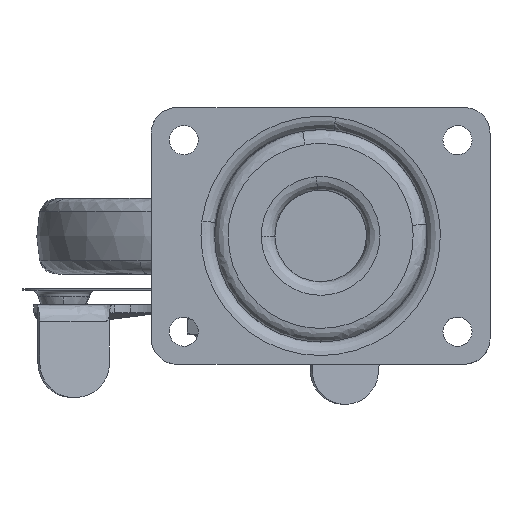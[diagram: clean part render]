
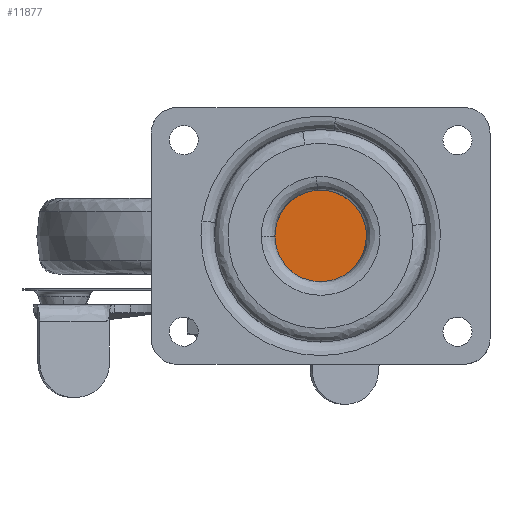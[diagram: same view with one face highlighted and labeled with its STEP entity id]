
A CAD part, top view. The second image highlights one B-rep face of the part: STEP entity #11877.
In plain terms, the highlighted free-form (B-spline) face has degree [1, 1] with [2, 2] control points.
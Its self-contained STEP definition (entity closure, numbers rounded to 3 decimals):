
#11185=CARTESIAN_POINT('',(-8.621,-10.193,0.));
#11186=VERTEX_POINT('',#11185);
#11192=CARTESIAN_POINT('',(-13.35,0.0,0.0));
#11193=VERTEX_POINT('',#11192);
#11194=CARTESIAN_POINT('',(-8.621,-10.193,0.));
#11195=CARTESIAN_POINT('',(-9.405,-9.53,0.));
#11196=CARTESIAN_POINT('',(-10.986,-7.845,0.));
#11197=CARTESIAN_POINT('',(-12.35,-5.322,0.));
#11198=CARTESIAN_POINT('',(-13.168,-2.597,0.));
#11199=CARTESIAN_POINT('',(-13.35,-1.027,0.));
#11200=CARTESIAN_POINT('',(-13.35,0.0,0.0));
#11201=B_SPLINE_CURVE_WITH_KNOTS('',3,(#11194,#11195,#11196,#11197,#11198,#11199,#11200),.UNSPECIFIED.,.F.,.U.,(4,1,1,1,4),(0.,3.081,6.887,8.518,11.599),.UNSPECIFIED.);
#11202=EDGE_CURVE('',#11186,#11193,#11201,.T.);
#11204=CARTESIAN_POINT('',(0.,13.35,0.0));
#11205=VERTEX_POINT('',#11204);
#11206=CARTESIAN_POINT('',(-13.35,0.0,0.0));
#11207=CARTESIAN_POINT('',(-13.351,1.529,0.0));
#11208=CARTESIAN_POINT('',(-12.942,3.877,0.0));
#11209=CARTESIAN_POINT('',(-11.692,6.561,0.0));
#11210=CARTESIAN_POINT('',(-10.372,8.51,0.0));
#11211=CARTESIAN_POINT('',(-8.772,10.171,0.0));
#11212=CARTESIAN_POINT('',(-6.845,11.528,0.0));
#11213=CARTESIAN_POINT('',(-4.778,12.537,0.0));
#11214=CARTESIAN_POINT('',(-2.512,13.194,0.0));
#11215=CARTESIAN_POINT('',(-0.819,13.35,0.0));
#11216=CARTESIAN_POINT('',(0.,13.35,0.0));
#11217=B_SPLINE_CURVE_WITH_KNOTS('',3,(#11206,#11207,#11208,#11209,#11210,#11211,#11212,#11213,#11214,#11215,#11216),.UNSPECIFIED.,.F.,.U.,(4,1,1,1,1,1,1,1,4),(0.,4.587,7.045,8.847,11.632,13.926,15.892,18.513,20.97),.UNSPECIFIED.);
#11218=EDGE_CURVE('',#11193,#11205,#11217,.T.);
#11220=CARTESIAN_POINT('',(13.35,0.0,0.0));
#11221=VERTEX_POINT('',#11220);
#11222=CARTESIAN_POINT('',(0.,13.35,0.0));
#11223=CARTESIAN_POINT('',(1.038,13.35,0.0));
#11224=CARTESIAN_POINT('',(2.621,13.164,0.0));
#11225=CARTESIAN_POINT('',(4.977,12.45,0.0));
#11226=CARTESIAN_POINT('',(6.95,11.487,0.0));
#11227=CARTESIAN_POINT('',(9.063,9.92,0.0));
#11228=CARTESIAN_POINT('',(10.908,7.884,0.0));
#11229=CARTESIAN_POINT('',(12.208,5.59,0.0));
#11230=CARTESIAN_POINT('',(13.116,2.949,0.0));
#11231=CARTESIAN_POINT('',(13.35,1.147,0.0));
#11232=CARTESIAN_POINT('',(13.35,0.0,0.0));
#11233=B_SPLINE_CURVE_WITH_KNOTS('',3,(#11222,#11223,#11224,#11225,#11226,#11227,#11228,#11229,#11230,#11231,#11232),.UNSPECIFIED.,.F.,.U.,(4,1,1,1,1,1,1,1,4),(0.,3.113,4.751,7.372,9.666,12.615,15.564,17.53,20.97),.UNSPECIFIED.);
#11234=EDGE_CURVE('',#11205,#11221,#11233,.T.);
#11236=CARTESIAN_POINT('',(9.684,-9.19,0.));
#11237=VERTEX_POINT('',#11236);
#11238=CARTESIAN_POINT('',(13.35,0.0,0.0));
#11239=CARTESIAN_POINT('',(13.35,-1.003,0.));
#11240=CARTESIAN_POINT('',(13.099,-3.22,0.));
#11241=CARTESIAN_POINT('',(11.892,-6.409,0.));
#11242=CARTESIAN_POINT('',(10.483,-8.347,0.));
#11243=CARTESIAN_POINT('',(9.684,-9.19,0.));
#11244=B_SPLINE_CURVE_WITH_KNOTS('',3,(#11238,#11239,#11240,#11241,#11242,#11243),.UNSPECIFIED.,.F.,.U.,(4,1,1,4),(0.,3.009,6.651,10.136),.UNSPECIFIED.);
#11245=EDGE_CURVE('',#11221,#11237,#11244,.T.);
#11333=CARTESIAN_POINT('',(0.,-13.35,0.0));
#11334=VERTEX_POINT('',#11333);
#11335=CARTESIAN_POINT('',(9.684,-9.19,0.));
#11336=CARTESIAN_POINT('',(8.985,-9.926,0.));
#11337=CARTESIAN_POINT('',(7.461,-11.203,0.));
#11338=CARTESIAN_POINT('',(5.14,-12.398,0.));
#11339=CARTESIAN_POINT('',(2.652,-13.162,0.));
#11340=CARTESIAN_POINT('',(1.016,-13.35,0.));
#11341=CARTESIAN_POINT('',(0.,-13.35,0.0));
#11342=B_SPLINE_CURVE_WITH_KNOTS('',3,(#11335,#11336,#11337,#11338,#11339,#11340,#11341),.UNSPECIFIED.,.F.,.U.,(4,1,1,1,4),(0.,3.047,5.925,7.787,10.835),.UNSPECIFIED.);
#11343=EDGE_CURVE('',#11237,#11334,#11342,.T.);
#11345=CARTESIAN_POINT('',(0.,-13.35,0.0));
#11346=CARTESIAN_POINT('',(-1.513,-13.351,0.));
#11347=CARTESIAN_POINT('',(-3.611,-12.989,0.));
#11348=CARTESIAN_POINT('',(-6.488,-11.753,0.));
#11349=CARTESIAN_POINT('',(-7.838,-10.856,0.));
#11350=CARTESIAN_POINT('',(-8.621,-10.193,0.));
#11351=B_SPLINE_CURVE_WITH_KNOTS('',3,(#11345,#11346,#11347,#11348,#11349,#11350),.UNSPECIFIED.,.F.,.U.,(4,1,1,4),(0.,4.539,6.297,9.372),.UNSPECIFIED.);
#11352=EDGE_CURVE('',#11334,#11186,#11351,.T.);
#11864=CARTESIAN_POINT('',(-14.684,-14.684,0.0));
#11865=CARTESIAN_POINT('',(14.684,-14.684,0.0));
#11866=CARTESIAN_POINT('',(-14.684,14.684,0.0));
#11867=CARTESIAN_POINT('',(14.684,14.684,0.0));
#11868=B_SPLINE_SURFACE_WITH_KNOTS('',1,1,((#11864,#11866),(#11865,#11867)),.UNSPECIFIED.,.F.,.F.,.U.,(2,2),(2,2),(0.0,29.367),(0.0,29.367),.UNSPECIFIED.);
#11869=ORIENTED_EDGE('',*,*,#11202,.F.);
#11870=ORIENTED_EDGE('',*,*,#11352,.F.);
#11871=ORIENTED_EDGE('',*,*,#11343,.F.);
#11872=ORIENTED_EDGE('',*,*,#11245,.F.);
#11873=ORIENTED_EDGE('',*,*,#11234,.F.);
#11874=ORIENTED_EDGE('',*,*,#11218,.F.);
#11875=EDGE_LOOP('',(#11869,#11870,#11871,#11872,#11873,#11874));
#11876=FACE_OUTER_BOUND('',#11875,.T.);
#11877=ADVANCED_FACE('',(#11876),#11868,.T.);
